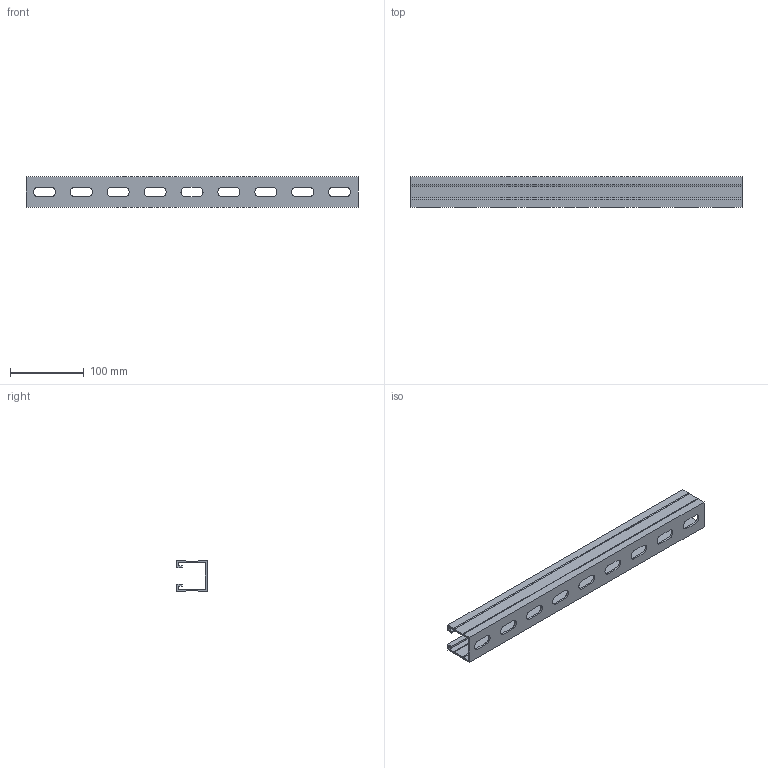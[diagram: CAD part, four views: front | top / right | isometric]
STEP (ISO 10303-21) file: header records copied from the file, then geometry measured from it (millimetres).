
FILE_DESCRIPTION(/* description */ (''),/* implementation_level */ '2;1');
FILE_NAME(/* name */ '',/* time_stamp */ '2023-05-16T10:22:06+03:00',/* author */ ('Man88'),/* organization */ (''),/* preprocessor_version */ 'ST-DEVELOPER v19.2',/* originating_system */ 'Autodesk Inventor 2023',/* authorisation */ '');
FILE_SCHEMA (('AUTOMOTIVE_DESIGN { 1 0 10303 214 3 1 1 }'));
Length unit declared in the file: millimetre
Products named in the file (1): STPU 41-41 -450 2,5
Bounding box: 450 x 41 x 41.3 mm (x, y, z)
Volume: 152307.4 mm3; surface area: 126506.2 mm2
Topology: 1 solids, 1 shells, 78 faces, 228 edges, 152 vertices
Faces by surface type: plane 44, cylinder 34
Entity records: 2766 total; most frequent: CARTESIAN_POINT 459, ORIENTED_EDGE 456, DIRECTION 454, EDGE_CURVE 228, LINE 160, VECTOR 160, VERTEX_POINT 152, AXIS2_PLACEMENT_3D 147
